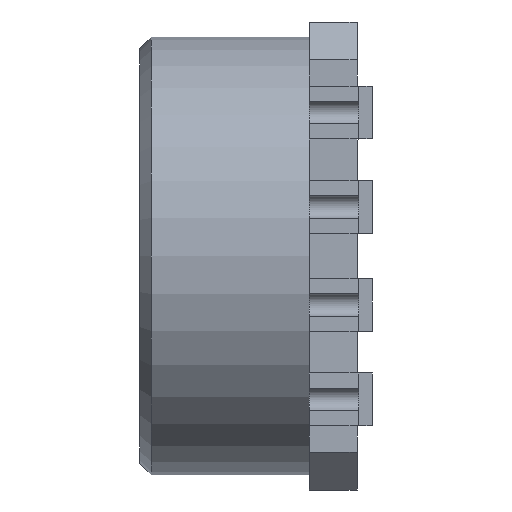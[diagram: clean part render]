
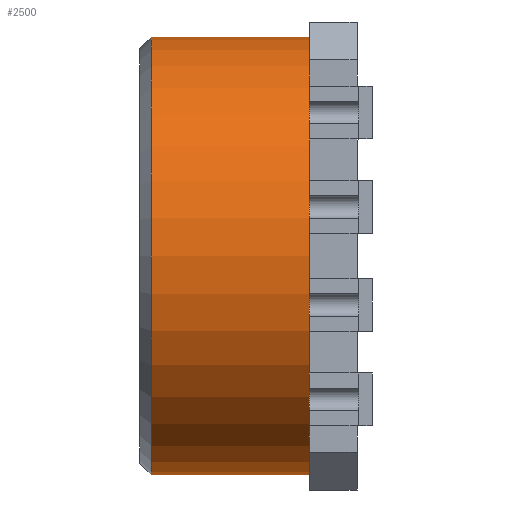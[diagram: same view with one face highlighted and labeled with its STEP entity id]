
A CAD part, left-side view. The second image highlights one B-rep face of the part: STEP entity #2500.
In plain terms, the highlighted cylindrical face has radius 2.9 mm (diameter 5.8 mm), a partial arc.
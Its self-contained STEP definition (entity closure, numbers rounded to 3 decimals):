
#448 = ORIENTED_EDGE ( 'NONE', *, *, #4018, .T. ) ;
#516 = LINE ( 'NONE', #4469, #2783 ) ;
#973 = CYLINDRICAL_SURFACE ( 'NONE', #2696, 2.9 ) ;
#1032 = AXIS2_PLACEMENT_3D ( 'NONE', #4876, #2337, #5316 ) ;
#1041 = ORIENTED_EDGE ( 'NONE', *, *, #1924, .F. ) ;
#1212 = EDGE_CURVE ( 'NONE', #3433, #2983, #3762, .T. ) ;
#1228 = CARTESIAN_POINT ( 'NONE',  ( 0., 0.635, -2.9 ) ) ;
#1427 = CIRCLE ( 'NONE', #1032, 2.9 ) ;
#1647 = VERTEX_POINT ( 'NONE', #1228 ) ;
#1924 = EDGE_CURVE ( 'NONE', #2693, #1647, #1427, .T. ) ;
#1939 = DIRECTION ( 'NONE',  ( 0., -1., 0. ) ) ;
#1945 = LINE ( 'NONE', #2888, #5338 ) ;
#1992 = CARTESIAN_POINT ( 'NONE',  ( 0., 2.73, 0. ) ) ;
#2154 = EDGE_LOOP ( 'NONE', ( #4553, #4520, #448, #1041 ) ) ;
#2282 = DIRECTION ( 'NONE',  ( 0., -1., 0. ) ) ;
#2337 = DIRECTION ( 'NONE',  ( 0., -1., 0. ) ) ;
#2411 = DIRECTION ( 'NONE',  ( 0., 0., -1. ) ) ;
#2500 = ADVANCED_FACE ( 'NONE', ( #2642 ), #973, .T. ) ;
#2642 = FACE_OUTER_BOUND ( 'NONE', #2154, .T. ) ;
#2693 = VERTEX_POINT ( 'NONE', #2784 ) ;
#2696 = AXIS2_PLACEMENT_3D ( 'NONE', #3956, #2282, #3974 ) ;
#2783 = VECTOR ( 'NONE', #1939, 1000. ) ;
#2784 = CARTESIAN_POINT ( 'NONE',  ( 0., 0.635, 2.9 ) ) ;
#2888 = CARTESIAN_POINT ( 'NONE',  ( 0., 2.88, -2.9 ) ) ;
#2983 = VERTEX_POINT ( 'NONE', #4617 ) ;
#3301 = CARTESIAN_POINT ( 'NONE',  ( 0., 2.73, 2.9 ) ) ;
#3312 = DIRECTION ( 'NONE',  ( 0., -1., 0. ) ) ;
#3433 = VERTEX_POINT ( 'NONE', #3301 ) ;
#3762 = CIRCLE ( 'NONE', #3833, 2.9 ) ;
#3833 = AXIS2_PLACEMENT_3D ( 'NONE', #1992, #4963, #2411 ) ;
#3956 = CARTESIAN_POINT ( 'NONE',  ( 0., 2.88, 0. ) ) ;
#3974 = DIRECTION ( 'NONE',  ( 0., 0., -1. ) ) ;
#4018 = EDGE_CURVE ( 'NONE', #2983, #1647, #1945, .T. ) ;
#4469 = CARTESIAN_POINT ( 'NONE',  ( 0., 2.88, 2.9 ) ) ;
#4520 = ORIENTED_EDGE ( 'NONE', *, *, #1212, .T. ) ;
#4553 = ORIENTED_EDGE ( 'NONE', *, *, #5053, .F. ) ;
#4617 = CARTESIAN_POINT ( 'NONE',  ( 0., 2.73, -2.9 ) ) ;
#4876 = CARTESIAN_POINT ( 'NONE',  ( 0., 0.635, 0. ) ) ;
#4963 = DIRECTION ( 'NONE',  ( 0., -1., 0. ) ) ;
#5053 = EDGE_CURVE ( 'NONE', #3433, #2693, #516, .T. ) ;
#5316 = DIRECTION ( 'NONE',  ( 0., 0., -1. ) ) ;
#5338 = VECTOR ( 'NONE', #3312, 1000. ) ;
